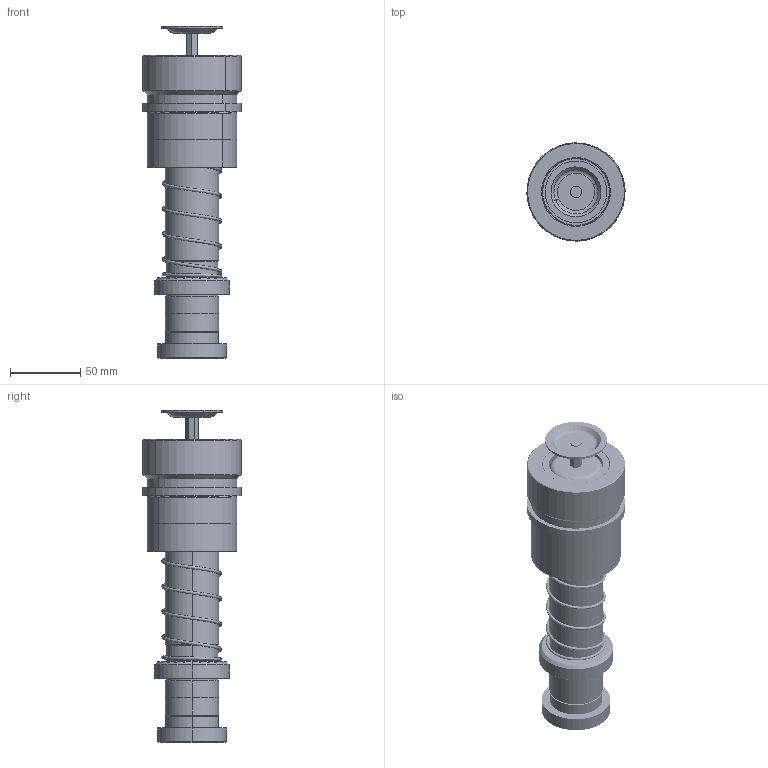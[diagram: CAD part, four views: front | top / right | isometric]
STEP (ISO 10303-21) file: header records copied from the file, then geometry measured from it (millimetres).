
FILE_DESCRIPTION (( 'STEP AP214' ), '1' );
FILE_NAME ('RTSH (RTJH)-D38-L170(BL-80).STEP', '2021-09-09T03:13:05', ( '' ), ( '' ), 'SwSTEP 2.0', 'SolidWorks 2016', '' );
FILE_SCHEMA (( 'AUTOMOTIVE_DESIGN' ));
Length unit declared in the file: millimetre
Products named in the file (261): BALL-D5; TRB38-40-40; GTM-44郪蚾; HWP-D42.5-d38.5-L90; BSH-47.5-38.5-75; DRPM蹟簽D38; BSH-D47.5-38.5-L75郪蚾; GTM-M16蹟簽 -; GTM-44; RTSH (RTJH)-D38-L170(BL-80); GTM-3-縐种; TRPM-D38-L170
Assembly tree (253 placements, depth 3):
  BALL-D5
  BALL-D5
  BALL-D5
  BALL-D5
  BALL-D5
Bounding box: 69.94 x 69.94 x 236.52 mm (x, y, z)
Volume: 425438.2 mm3; surface area: 139637.6 mm2
Topology: 246 solids, 246 shells, 1158 faces, 4815 edges, 3199 vertices
Faces by surface type: sphere 952, cylinder 72, plane 51, cone 40, torus 22, bspline 21
Entity records: 54934 total; most frequent: CARTESIAN_POINT 32675, ORIENTED_EDGE 3892, DIRECTION 3407, EDGE_CURVE 1946, AXIS2_PLACEMENT_3D 1609, VERTEX_POINT 1275, EDGE_LOOP 1165, B_SPLINE_CURVE_WITH_KNOTS 1052
